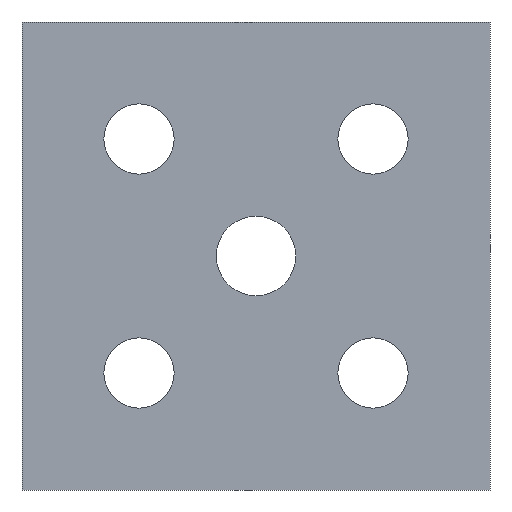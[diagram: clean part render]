
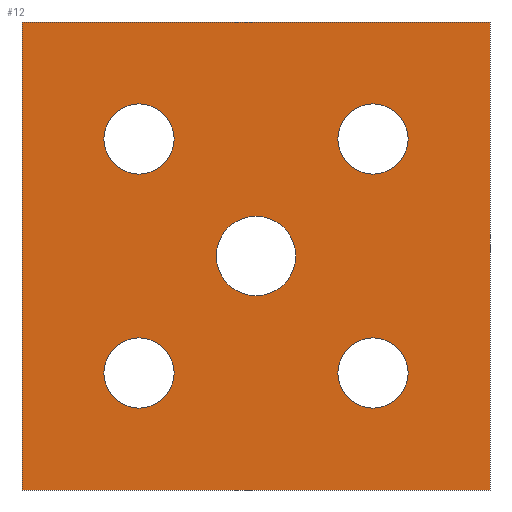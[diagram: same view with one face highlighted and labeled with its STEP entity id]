
A CAD part, front view. The second image highlights one B-rep face of the part: STEP entity #12.
In plain terms, the highlighted planar face has unit normal (0, -1, 0).
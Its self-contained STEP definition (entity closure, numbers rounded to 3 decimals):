
#2 = FACE_BOUND ( 'NONE', #482, .T. ) ;
#6 = PLANE ( 'NONE',  #851 ) ;
#7 = EDGE_CURVE ( 'NONE', #330, #363, #749, .T. ) ;
#11 = AXIS2_PLACEMENT_3D ( 'NONE', #869, #583, #364 ) ;
#12 = ADVANCED_FACE ( 'NONE', ( #650, #782, #854, #645, #2, #212 ), #6, .T. ) ;
#16 = VERTEX_POINT ( 'NONE', #221 ) ;
#17 = VERTEX_POINT ( 'NONE', #728 ) ;
#33 = CIRCLE ( 'NONE', #339, 4.5 ) ;
#84 = DIRECTION ( 'NONE',  ( 0., 0., 1. ) ) ;
#120 = CARTESIAN_POINT ( 'NONE',  ( -30., 0., 30. ) ) ;
#124 = CARTESIAN_POINT ( 'NONE',  ( -30., 0., 30. ) ) ;
#127 = DIRECTION ( 'NONE',  ( 0., 0., 1. ) ) ;
#135 = AXIS2_PLACEMENT_3D ( 'NONE', #639, #160, #445 ) ;
#138 = EDGE_LOOP ( 'NONE', ( #907, #689 ) ) ;
#147 = ORIENTED_EDGE ( 'NONE', *, *, #834, .T. ) ;
#151 = CIRCLE ( 'NONE', #678, 4.5 ) ;
#152 = CARTESIAN_POINT ( 'NONE',  ( -15., 0., -15. ) ) ;
#157 = CARTESIAN_POINT ( 'NONE',  ( -15., 0., -10.5 ) ) ;
#160 = DIRECTION ( 'NONE',  ( 0., -1., 0. ) ) ;
#177 = DIRECTION ( 'NONE',  ( 0., 0., 1. ) ) ;
#180 = CIRCLE ( 'NONE', #926, 4.5 ) ;
#184 = EDGE_CURVE ( 'NONE', #763, #722, #375, .T. ) ;
#202 = CARTESIAN_POINT ( 'NONE',  ( 0., 0., -5.1 ) ) ;
#207 = DIRECTION ( 'NONE',  ( 0., 1., 0. ) ) ;
#208 = CIRCLE ( 'NONE', #11, 4.5 ) ;
#212 = FACE_OUTER_BOUND ( 'NONE', #677, .T. ) ;
#213 = EDGE_LOOP ( 'NONE', ( #581, #274 ) ) ;
#218 = VERTEX_POINT ( 'NONE', #699 ) ;
#220 = CARTESIAN_POINT ( 'NONE',  ( 15., 0., 15. ) ) ;
#221 = CARTESIAN_POINT ( 'NONE',  ( 15., 0., -10.5 ) ) ;
#224 = AXIS2_PLACEMENT_3D ( 'NONE', #684, #300, #599 ) ;
#235 = CARTESIAN_POINT ( 'NONE',  ( -15., 0., 10.5 ) ) ;
#240 = VECTOR ( 'NONE', #823, 1000. ) ;
#249 = CARTESIAN_POINT ( 'NONE',  ( -30., 0., 30. ) ) ;
#258 = CARTESIAN_POINT ( 'NONE',  ( -15., 0., 15. ) ) ;
#262 = LINE ( 'NONE', #120, #452 ) ;
#268 = AXIS2_PLACEMENT_3D ( 'NONE', #298, #927, #648 ) ;
#270 = EDGE_CURVE ( 'NONE', #611, #17, #262, .T. ) ;
#274 = ORIENTED_EDGE ( 'NONE', *, *, #675, .T. ) ;
#287 = DIRECTION ( 'NONE',  ( 0., -1., 0. ) ) ;
#298 = CARTESIAN_POINT ( 'NONE',  ( 0., 0., 0. ) ) ;
#300 = DIRECTION ( 'NONE',  ( 0., 1., 0. ) ) ;
#307 = CARTESIAN_POINT ( 'NONE',  ( 15., 0., -19.5 ) ) ;
#310 = ORIENTED_EDGE ( 'NONE', *, *, #270, .F. ) ;
#323 = DIRECTION ( 'NONE',  ( -1., 0., 0. ) ) ;
#325 = VERTEX_POINT ( 'NONE', #336 ) ;
#330 = VERTEX_POINT ( 'NONE', #202 ) ;
#336 = CARTESIAN_POINT ( 'NONE',  ( -30., 0., -30. ) ) ;
#339 = AXIS2_PLACEMENT_3D ( 'NONE', #388, #604, #464 ) ;
#341 = DIRECTION ( 'NONE',  ( 1., 0., 0. ) ) ;
#345 = DIRECTION ( 'NONE',  ( 0., 0., 1. ) ) ;
#360 = DIRECTION ( 'NONE',  ( 0., 0., 1. ) ) ;
#362 = ORIENTED_EDGE ( 'NONE', *, *, #546, .F. ) ;
#363 = VERTEX_POINT ( 'NONE', #594 ) ;
#364 = DIRECTION ( 'NONE',  ( 0., 0., 1. ) ) ;
#369 = CARTESIAN_POINT ( 'NONE',  ( 15., 0., -15. ) ) ;
#372 = AXIS2_PLACEMENT_3D ( 'NONE', #152, #574, #84 ) ;
#375 = CIRCLE ( 'NONE', #224, 4.5 ) ;
#384 = CARTESIAN_POINT ( 'NONE',  ( 30., 0., -30. ) ) ;
#386 = ORIENTED_EDGE ( 'NONE', *, *, #769, .F. ) ;
#388 = CARTESIAN_POINT ( 'NONE',  ( 15., 0., -15. ) ) ;
#392 = CIRCLE ( 'NONE', #419, 4.5 ) ;
#396 = CARTESIAN_POINT ( 'NONE',  ( -15., 0., -15. ) ) ;
#419 = AXIS2_PLACEMENT_3D ( 'NONE', #396, #480, #127 ) ;
#433 = CARTESIAN_POINT ( 'NONE',  ( -15., 0., -19.5 ) ) ;
#445 = DIRECTION ( 'NONE',  ( 0., 0., -1. ) ) ;
#452 = VECTOR ( 'NONE', #341, 1000. ) ;
#462 = ORIENTED_EDGE ( 'NONE', *, *, #877, .T. ) ;
#464 = DIRECTION ( 'NONE',  ( 0., 0., 1. ) ) ;
#466 = VERTEX_POINT ( 'NONE', #235 ) ;
#470 = VECTOR ( 'NONE', #345, 1000. ) ;
#471 = LINE ( 'NONE', #896, #240 ) ;
#480 = DIRECTION ( 'NONE',  ( 0., 1., 0. ) ) ;
#482 = EDGE_LOOP ( 'NONE', ( #789, #820 ) ) ;
#487 = VECTOR ( 'NONE', #323, 1000. ) ;
#496 = EDGE_LOOP ( 'NONE', ( #697, #462 ) ) ;
#508 = EDGE_CURVE ( 'NONE', #722, #763, #180, .T. ) ;
#509 = AXIS2_PLACEMENT_3D ( 'NONE', #258, #207, #845 ) ;
#510 = DIRECTION ( 'NONE',  ( 0., 1., 0. ) ) ;
#541 = CIRCLE ( 'NONE', #372, 4.5 ) ;
#546 = EDGE_CURVE ( 'NONE', #17, #658, #471, .T. ) ;
#548 = ORIENTED_EDGE ( 'NONE', *, *, #551, .F. ) ;
#551 = EDGE_CURVE ( 'NONE', #658, #325, #888, .T. ) ;
#563 = CARTESIAN_POINT ( 'NONE',  ( 15., 0., 19.5 ) ) ;
#574 = DIRECTION ( 'NONE',  ( 0., 1., 0. ) ) ;
#576 = CARTESIAN_POINT ( 'NONE',  ( 0., 0., 0. ) ) ;
#580 = DIRECTION ( 'NONE',  ( 0., 0., -1. ) ) ;
#581 = ORIENTED_EDGE ( 'NONE', *, *, #908, .T. ) ;
#583 = DIRECTION ( 'NONE',  ( 0., 1., 0. ) ) ;
#586 = VERTEX_POINT ( 'NONE', #307 ) ;
#594 = CARTESIAN_POINT ( 'NONE',  ( 0., 0., 5.1 ) ) ;
#599 = DIRECTION ( 'NONE',  ( 0., 0., 1. ) ) ;
#604 = DIRECTION ( 'NONE',  ( 0., 1., 0. ) ) ;
#611 = VERTEX_POINT ( 'NONE', #249 ) ;
#639 = CARTESIAN_POINT ( 'NONE',  ( 0., 0., 0. ) ) ;
#645 = FACE_BOUND ( 'NONE', #213, .T. ) ;
#648 = DIRECTION ( 'NONE',  ( 0., 0., -1. ) ) ;
#650 = FACE_BOUND ( 'NONE', #496, .T. ) ;
#658 = VERTEX_POINT ( 'NONE', #384 ) ;
#666 = EDGE_CURVE ( 'NONE', #586, #16, #33, .T. ) ;
#675 = EDGE_CURVE ( 'NONE', #912, #885, #392, .T. ) ;
#677 = EDGE_LOOP ( 'NONE', ( #362, #310, #386, #548 ) ) ;
#678 = AXIS2_PLACEMENT_3D ( 'NONE', #369, #922, #360 ) ;
#680 = CARTESIAN_POINT ( 'NONE',  ( -30., 0., -30. ) ) ;
#684 = CARTESIAN_POINT ( 'NONE',  ( 15., 0., 15. ) ) ;
#689 = ORIENTED_EDGE ( 'NONE', *, *, #508, .T. ) ;
#697 = ORIENTED_EDGE ( 'NONE', *, *, #777, .T. ) ;
#699 = CARTESIAN_POINT ( 'NONE',  ( -15., 0., 19.5 ) ) ;
#720 = CIRCLE ( 'NONE', #268, 5.1 ) ;
#722 = VERTEX_POINT ( 'NONE', #905 ) ;
#728 = CARTESIAN_POINT ( 'NONE',  ( 30., 0., 30. ) ) ;
#749 = CIRCLE ( 'NONE', #135, 5.1 ) ;
#761 = LINE ( 'NONE', #124, #470 ) ;
#763 = VERTEX_POINT ( 'NONE', #563 ) ;
#769 = EDGE_CURVE ( 'NONE', #325, #611, #761, .T. ) ;
#776 = EDGE_LOOP ( 'NONE', ( #147, #833 ) ) ;
#777 = EDGE_CURVE ( 'NONE', #218, #466, #911, .T. ) ;
#782 = FACE_BOUND ( 'NONE', #138, .T. ) ;
#789 = ORIENTED_EDGE ( 'NONE', *, *, #849, .F. ) ;
#820 = ORIENTED_EDGE ( 'NONE', *, *, #7, .F. ) ;
#823 = DIRECTION ( 'NONE',  ( 0., 0., -1. ) ) ;
#833 = ORIENTED_EDGE ( 'NONE', *, *, #666, .T. ) ;
#834 = EDGE_CURVE ( 'NONE', #16, #586, #151, .T. ) ;
#845 = DIRECTION ( 'NONE',  ( 0., 0., 1. ) ) ;
#849 = EDGE_CURVE ( 'NONE', #363, #330, #720, .T. ) ;
#851 = AXIS2_PLACEMENT_3D ( 'NONE', #576, #287, #580 ) ;
#854 = FACE_BOUND ( 'NONE', #776, .T. ) ;
#869 = CARTESIAN_POINT ( 'NONE',  ( -15., 0., 15. ) ) ;
#877 = EDGE_CURVE ( 'NONE', #466, #218, #208, .T. ) ;
#885 = VERTEX_POINT ( 'NONE', #157 ) ;
#888 = LINE ( 'NONE', #680, #487 ) ;
#896 = CARTESIAN_POINT ( 'NONE',  ( 30., 0., 30. ) ) ;
#905 = CARTESIAN_POINT ( 'NONE',  ( 15., 0., 10.5 ) ) ;
#907 = ORIENTED_EDGE ( 'NONE', *, *, #184, .T. ) ;
#908 = EDGE_CURVE ( 'NONE', #885, #912, #541, .T. ) ;
#911 = CIRCLE ( 'NONE', #509, 4.5 ) ;
#912 = VERTEX_POINT ( 'NONE', #433 ) ;
#922 = DIRECTION ( 'NONE',  ( 0., 1., 0. ) ) ;
#926 = AXIS2_PLACEMENT_3D ( 'NONE', #220, #510, #177 ) ;
#927 = DIRECTION ( 'NONE',  ( 0., -1., 0. ) ) ;
